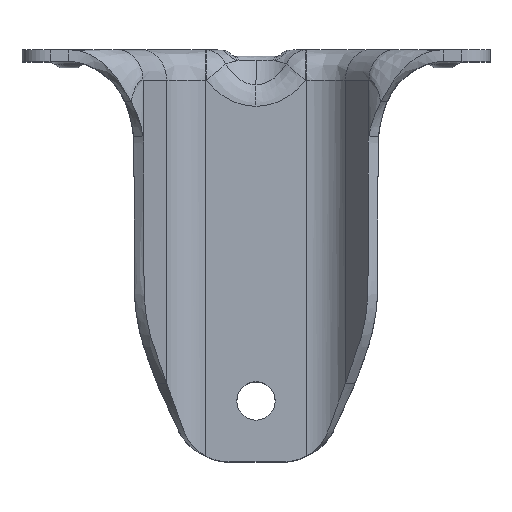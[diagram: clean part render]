
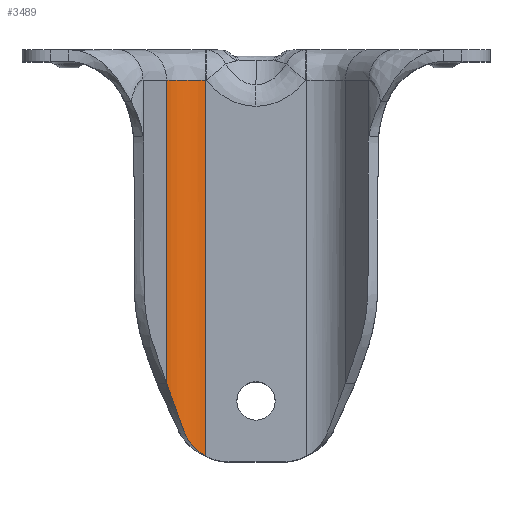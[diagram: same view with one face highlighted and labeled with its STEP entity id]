
A CAD part, top view. The second image highlights one B-rep face of the part: STEP entity #3489.
In plain terms, the highlighted cylindrical face has radius 10 mm (diameter 20 mm), a partial arc.
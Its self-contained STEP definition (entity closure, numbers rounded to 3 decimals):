
#498 = CARTESIAN_POINT ( 'NONE',  ( -10.844, 0., 33.5 ) ) ;
#1266 = AXIS2_PLACEMENT_3D ( 'NONE', #498, #2267, #11636 ) ;
#1595 = CARTESIAN_POINT ( 'NONE',  ( -19.089, -71.275, 27.843 ) ) ;
#2252 = CARTESIAN_POINT ( 'NONE',  ( -13.003, -85.148, 23.732 ) ) ;
#2267 = DIRECTION ( 'NONE',  ( 0., 1., 0. ) ) ;
#2328 = CARTESIAN_POINT ( 'NONE',  ( -19.089, 0., 27.843 ) ) ;
#2713 = DIRECTION ( 'NONE',  ( 0., -1., 0. ) ) ;
#3421 = FACE_OUTER_BOUND ( 'NONE', #6385, .T. ) ;
#3489 = ADVANCED_FACE ( 'NONE', ( #3421 ), #17376, .F. ) ;
#3622 = VECTOR ( 'NONE', #2713, 1000. ) ;
#3811 = CARTESIAN_POINT ( 'NONE',  ( -15.95, -79.898, 24.901 ) ) ;
#3916 = CARTESIAN_POINT ( 'NONE',  ( -18.852, -71.928, 27.496 ) ) ;
#4020 = CARTESIAN_POINT ( 'NONE',  ( -19.089, -71.275, 27.843 ) ) ;
#4234 = CARTESIAN_POINT ( 'NONE',  ( -18.118, -73.945, 26.628 ) ) ;
#5253 = DIRECTION ( 'NONE',  ( 0., -1., 0. ) ) ;
#5800 = CARTESIAN_POINT ( 'NONE',  ( -17.11, -76.715, 25.7 ) ) ;
#5935 = CARTESIAN_POINT ( 'NONE',  ( -10.844, 0., 23.5 ) ) ;
#6067 = VERTEX_POINT ( 'NONE', #10687 ) ;
#6385 = EDGE_LOOP ( 'NONE', ( #12543, #16029, #6450, #16487 ) ) ;
#6450 = ORIENTED_EDGE ( 'NONE', *, *, #17926, .F. ) ;
#7031 = CARTESIAN_POINT ( 'NONE',  ( -14.637, -83.055, 24.246 ) ) ;
#7347 = CARTESIAN_POINT ( 'NONE',  ( -16.34, -78.832, 25.14 ) ) ;
#7456 = CARTESIAN_POINT ( 'NONE',  ( -14.439, -83.379, 24.166 ) ) ;
#8607 = CARTESIAN_POINT ( 'NONE',  ( -15.153, -82.035, 24.475 ) ) ;
#8811 = CARTESIAN_POINT ( 'NONE',  ( -18.609, -72.594, 27.189 ) ) ;
#9726 = CARTESIAN_POINT ( 'NONE',  ( -10.844, -6.5, 33.5 ) ) ;
#10172 = CARTESIAN_POINT ( 'NONE',  ( -17.868, -74.63, 26.375 ) ) ;
#10286 = CARTESIAN_POINT ( 'NONE',  ( -11.527, -86.37, 23.5 ) ) ;
#10386 = CARTESIAN_POINT ( 'NONE',  ( -13.775, -84.3, 23.936 ) ) ;
#10687 = CARTESIAN_POINT ( 'NONE',  ( -10.843, -86.749, 23.5 ) ) ;
#11089 = B_SPLINE_CURVE_WITH_KNOTS ( 'NONE', 3,
 ( #18054, #10286, #16625, #2252, #20028, #10386, #20128, #7456, #7031, #18260, #8607, #19718, #13520, #13727, #3811, #7347, #15282, #5800, #16726, #10172, #4234, #8811, #3916, #4020 ),
 .UNSPECIFIED., .F., .F.,
 ( 4, 2, 2, 2, 2, 2, 2, 2, 2, 2, 2, 4 ),
 ( 0., 0.002, 0.003, 0.005, 0.006, 0.007, 0.008, 0.009, 0.012, 0.014, 0.016, 0.019 ),
 .UNSPECIFIED. ) ;
#11455 = VERTEX_POINT ( 'NONE', #15353 ) ;
#11463 = AXIS2_PLACEMENT_3D ( 'NONE', #9726, #5253, #16386 ) ;
#11536 = VERTEX_POINT ( 'NONE', #19137 ) ;
#11636 = DIRECTION ( 'NONE',  ( 1., 0., 0. ) ) ;
#12361 = EDGE_CURVE ( 'NONE', #14368, #11536, #13593, .T. ) ;
#12543 = ORIENTED_EDGE ( 'NONE', *, *, #16298, .F. ) ;
#13520 = CARTESIAN_POINT ( 'NONE',  ( -15.564, -80.97, 24.683 ) ) ;
#13593 = LINE ( 'NONE', #2328, #19100 ) ;
#13727 = CARTESIAN_POINT ( 'NONE',  ( -15.82, -80.254, 24.825 ) ) ;
#14368 = VERTEX_POINT ( 'NONE', #1595 ) ;
#15282 = CARTESIAN_POINT ( 'NONE',  ( -16.596, -78.123, 25.314 ) ) ;
#15353 = CARTESIAN_POINT ( 'NONE',  ( -10.844, -6.5, 23.5 ) ) ;
#16029 = ORIENTED_EDGE ( 'NONE', *, *, #12361, .F. ) ;
#16298 = EDGE_CURVE ( 'NONE', #11536, #11455, #16445, .T. ) ;
#16386 = DIRECTION ( 'NONE',  ( 0.034, 0., -0.999 ) ) ;
#16445 = CIRCLE ( 'NONE', #11463, 10. ) ;
#16487 = ORIENTED_EDGE ( 'NONE', *, *, #19723, .F. ) ;
#16625 = CARTESIAN_POINT ( 'NONE',  ( -12.15, -85.921, 23.569 ) ) ;
#16726 = CARTESIAN_POINT ( 'NONE',  ( -17.364, -76.015, 25.911 ) ) ;
#17376 = CYLINDRICAL_SURFACE ( 'NONE', #1266, 10. ) ;
#17926 = EDGE_CURVE ( 'NONE', #6067, #14368, #11089, .T. ) ;
#18054 = CARTESIAN_POINT ( 'NONE',  ( -10.843, -86.749, 23.5 ) ) ;
#18260 = CARTESIAN_POINT ( 'NONE',  ( -14.997, -82.382, 24.401 ) ) ;
#18293 = LINE ( 'NONE', #5935, #3622 ) ;
#19100 = VECTOR ( 'NONE', #19994, 1000. ) ;
#19137 = CARTESIAN_POINT ( 'NONE',  ( -19.089, -6.5, 27.843 ) ) ;
#19718 = CARTESIAN_POINT ( 'NONE',  ( -15.436, -81.329, 24.615 ) ) ;
#19723 = EDGE_CURVE ( 'NONE', #11455, #6067, #18293, .T. ) ;
#19994 = DIRECTION ( 'NONE',  ( 0., 1., 0. ) ) ;
#20028 = CARTESIAN_POINT ( 'NONE',  ( -13.274, -84.873, 23.796 ) ) ;
#20128 = CARTESIAN_POINT ( 'NONE',  ( -14.008, -84.001, 24.011 ) ) ;
